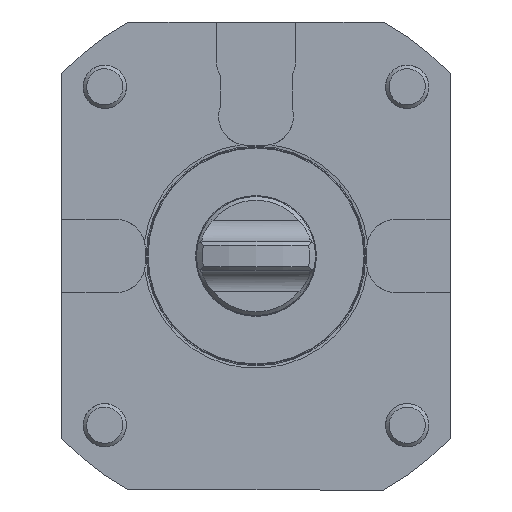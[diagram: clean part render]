
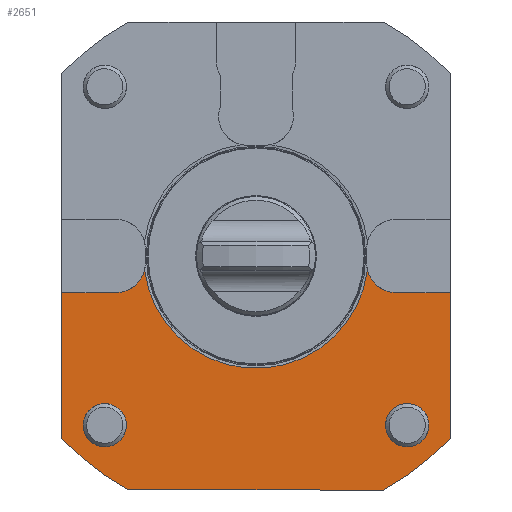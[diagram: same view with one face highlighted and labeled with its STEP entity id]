
A CAD part, front view. The second image highlights one B-rep face of the part: STEP entity #2651.
In plain terms, the highlighted planar face has unit normal (0, -1, 0).
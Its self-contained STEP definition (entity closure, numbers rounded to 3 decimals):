
#42 = CARTESIAN_POINT ( 'NONE',  ( -59.893, 0., -10.15 ) ) ;
#174 = VECTOR ( 'NONE', #7691, 1000. ) ;
#270 = CARTESIAN_POINT ( 'NONE',  ( -54., 0., -10.15 ) ) ;
#297 = LINE ( 'NONE', #19523, #21399 ) ;
#488 = ORIENTED_EDGE ( 'NONE', *, *, #7509, .T. ) ;
#497 = VECTOR ( 'NONE', #13386, 1000. ) ;
#927 = DIRECTION ( 'NONE',  ( 0., 0., 1. ) ) ;
#1464 = ORIENTED_EDGE ( 'NONE', *, *, #19719, .T. ) ;
#1761 = CARTESIAN_POINT ( 'NONE',  ( 54., 0., -10.15 ) ) ;
#2320 = CARTESIAN_POINT ( 'NONE',  ( 0., 0., 0. ) ) ;
#2491 = CARTESIAN_POINT ( 'NONE',  ( -38.75, 0., -10.15 ) ) ;
#2501 = VERTEX_POINT ( 'NONE', #23781 ) ;
#2651 = ADVANCED_FACE ( 'Defeature completata1_4', ( #17543, #4320, #12121 ), #8357, .T. ) ;
#3152 = CARTESIAN_POINT ( 'NONE',  ( -36., 0., -47. ) ) ;
#3312 = VECTOR ( 'NONE', #927, 1000. ) ;
#3392 = VERTEX_POINT ( 'NONE', #11081 ) ;
#3666 = AXIS2_PLACEMENT_3D ( 'NONE', #23086, #11656, #5852 ) ;
#3956 = VERTEX_POINT ( 'NONE', #270 ) ;
#4308 = EDGE_CURVE ( 'NONE', #16557, #8413, #16517, .T. ) ;
#4320 = FACE_BOUND ( 'NONE', #20576, .T. ) ;
#5201 = ORIENTED_EDGE ( 'NONE', *, *, #20360, .T. ) ;
#5278 = CARTESIAN_POINT ( 'NONE',  ( 0., 0., -65. ) ) ;
#5419 = EDGE_CURVE ( 'NONE', #14487, #14487, #22228, .T. ) ;
#5711 = CIRCLE ( 'NONE', #22171, 31.2 ) ;
#5852 = DIRECTION ( 'NONE',  ( 0., 0., -1. ) ) ;
#6338 = EDGE_LOOP ( 'NONE', ( #11108 ) ) ;
#7470 = VERTEX_POINT ( 'NONE', #11726 ) ;
#7509 = EDGE_CURVE ( 'NONE', #7470, #13200, #21165, .T. ) ;
#7691 = DIRECTION ( 'NONE',  ( 1., 0., 0. ) ) ;
#7907 = ORIENTED_EDGE ( 'NONE', *, *, #18984, .F. ) ;
#7960 = ORIENTED_EDGE ( 'NONE', *, *, #19118, .F. ) ;
#7980 = EDGE_LOOP ( 'NONE', ( #488, #5201, #7907, #10523, #15406, #7960, #17499, #1464, #24090, #20560 ) ) ;
#8357 = PLANE ( 'NONE',  #15284 ) ;
#8405 = CARTESIAN_POINT ( 'NONE',  ( 0., 0., 0. ) ) ;
#8413 = VERTEX_POINT ( 'NONE', #2491 ) ;
#8675 = CARTESIAN_POINT ( 'NONE',  ( 0., 0., 0. ) ) ;
#9069 = CARTESIAN_POINT ( 'NONE',  ( 42., 0., -47. ) ) ;
#9454 = CARTESIAN_POINT ( 'NONE',  ( 35.369, 0., -65. ) ) ;
#9536 = VERTEX_POINT ( 'NONE', #19693 ) ;
#9857 = EDGE_CURVE ( 'NONE', #9536, #13909, #24161, .T. ) ;
#9991 = DIRECTION ( 'NONE',  ( 0., 0., 1. ) ) ;
#10523 = ORIENTED_EDGE ( 'NONE', *, *, #18372, .F. ) ;
#10629 = EDGE_CURVE ( 'NONE', #3392, #3392, #16387, .T. ) ;
#10720 = CIRCLE ( 'NONE', #20354, 74. ) ;
#10817 = CARTESIAN_POINT ( 'NONE',  ( -42., 0., -47. ) ) ;
#10951 = LINE ( 'NONE', #18625, #3312 ) ;
#11081 = CARTESIAN_POINT ( 'NONE',  ( 48., 0., -47. ) ) ;
#11108 = ORIENTED_EDGE ( 'NONE', *, *, #10629, .F. ) ;
#11390 = CIRCLE ( 'NONE', #17021, 8. ) ;
#11407 = AXIS2_PLACEMENT_3D ( 'NONE', #10817, #22114, #22247 ) ;
#11656 = DIRECTION ( 'NONE',  ( 0., 1., 0. ) ) ;
#11726 = CARTESIAN_POINT ( 'NONE',  ( 54., 0., -50.596 ) ) ;
#11994 = DIRECTION ( 'NONE',  ( 0., -1., 0. ) ) ;
#12121 = FACE_OUTER_BOUND ( 'NONE', #7980, .T. ) ;
#12403 = CARTESIAN_POINT ( 'NONE',  ( -30.951, 0., -3.933 ) ) ;
#12416 = DIRECTION ( 'NONE',  ( 0., -1., 0. ) ) ;
#13200 = VERTEX_POINT ( 'NONE', #1761 ) ;
#13230 = CARTESIAN_POINT ( 'NONE',  ( -54., 0., -50.596 ) ) ;
#13376 = DIRECTION ( 'NONE',  ( 0., -1., 0. ) ) ;
#13386 = DIRECTION ( 'NONE',  ( 0., 0., 1. ) ) ;
#13909 = VERTEX_POINT ( 'NONE', #9454 ) ;
#14487 = VERTEX_POINT ( 'NONE', #3152 ) ;
#15094 = DIRECTION ( 'NONE',  ( 1., 0., 0. ) ) ;
#15233 = DIRECTION ( 'NONE',  ( 0., 0., 1. ) ) ;
#15284 = AXIS2_PLACEMENT_3D ( 'NONE', #2320, #11994, #9991 ) ;
#15376 = CARTESIAN_POINT ( 'NONE',  ( 54., 0., 0. ) ) ;
#15406 = ORIENTED_EDGE ( 'NONE', *, *, #4308, .T. ) ;
#15609 = DIRECTION ( 'NONE',  ( -1., 0., 0. ) ) ;
#16326 = DIRECTION ( 'NONE',  ( 0., -1., 0. ) ) ;
#16387 = CIRCLE ( 'NONE', #19229, 6. ) ;
#16517 = CIRCLE ( 'NONE', #3666, 8. ) ;
#16557 = VERTEX_POINT ( 'NONE', #12403 ) ;
#16845 = DIRECTION ( 'NONE',  ( 0., -1., 0. ) ) ;
#17021 = AXIS2_PLACEMENT_3D ( 'NONE', #18037, #19944, #23209 ) ;
#17268 = LINE ( 'NONE', #42, #174 ) ;
#17499 = ORIENTED_EDGE ( 'NONE', *, *, #19322, .F. ) ;
#17543 = FACE_BOUND ( 'NONE', #6338, .T. ) ;
#18037 = CARTESIAN_POINT ( 'NONE',  ( 38.75, 0., -2.15 ) ) ;
#18372 = EDGE_CURVE ( 'NONE', #16557, #18575, #5711, .T. ) ;
#18533 = VERTEX_POINT ( 'NONE', #13230 ) ;
#18575 = VERTEX_POINT ( 'NONE', #23498 ) ;
#18598 = DIRECTION ( 'NONE',  ( 0., 0., 1. ) ) ;
#18602 = AXIS2_PLACEMENT_3D ( 'NONE', #8675, #16326, #18598 ) ;
#18625 = CARTESIAN_POINT ( 'NONE',  ( -54., 0., 0. ) ) ;
#18984 = EDGE_CURVE ( 'NONE', #18575, #2501, #11390, .T. ) ;
#19118 = EDGE_CURVE ( 'NONE', #3956, #8413, #17268, .T. ) ;
#19229 = AXIS2_PLACEMENT_3D ( 'NONE', #9069, #16845, #15094 ) ;
#19322 = EDGE_CURVE ( 'NONE', #18533, #3956, #10951, .T. ) ;
#19523 = CARTESIAN_POINT ( 'NONE',  ( 59.893, 0., -10.15 ) ) ;
#19693 = CARTESIAN_POINT ( 'NONE',  ( -35.369, 0., -65. ) ) ;
#19719 = EDGE_CURVE ( 'NONE', #18533, #9536, #22188, .T. ) ;
#19944 = DIRECTION ( 'NONE',  ( 0., -1., 0. ) ) ;
#20336 = VECTOR ( 'NONE', #24279, 1000. ) ;
#20354 = AXIS2_PLACEMENT_3D ( 'NONE', #8405, #12416, #21489 ) ;
#20360 = EDGE_CURVE ( 'NONE', #13200, #2501, #297, .T. ) ;
#20560 = ORIENTED_EDGE ( 'NONE', *, *, #22331, .T. ) ;
#20576 = EDGE_LOOP ( 'NONE', ( #22596 ) ) ;
#21165 = LINE ( 'NONE', #15376, #497 ) ;
#21399 = VECTOR ( 'NONE', #15609, 1000. ) ;
#21489 = DIRECTION ( 'NONE',  ( 0., 0., 1. ) ) ;
#22114 = DIRECTION ( 'NONE',  ( 0., -1., 0. ) ) ;
#22171 = AXIS2_PLACEMENT_3D ( 'NONE', #24788, #13376, #15233 ) ;
#22188 = CIRCLE ( 'NONE', #18602, 74. ) ;
#22228 = CIRCLE ( 'NONE', #11407, 6. ) ;
#22247 = DIRECTION ( 'NONE',  ( 1., 0., 0. ) ) ;
#22331 = EDGE_CURVE ( 'NONE', #13909, #7470, #10720, .T. ) ;
#22596 = ORIENTED_EDGE ( 'NONE', *, *, #5419, .F. ) ;
#23086 = CARTESIAN_POINT ( 'NONE',  ( -38.75, 0., -2.15 ) ) ;
#23209 = DIRECTION ( 'NONE',  ( 0., 0., 1. ) ) ;
#23498 = CARTESIAN_POINT ( 'NONE',  ( 30.951, 0., -3.933 ) ) ;
#23781 = CARTESIAN_POINT ( 'NONE',  ( 38.75, 0., -10.15 ) ) ;
#24090 = ORIENTED_EDGE ( 'NONE', *, *, #9857, .T. ) ;
#24161 = LINE ( 'NONE', #5278, #20336 ) ;
#24279 = DIRECTION ( 'NONE',  ( 1., 0., 0. ) ) ;
#24788 = CARTESIAN_POINT ( 'NONE',  ( 0., 0., 0. ) ) ;
